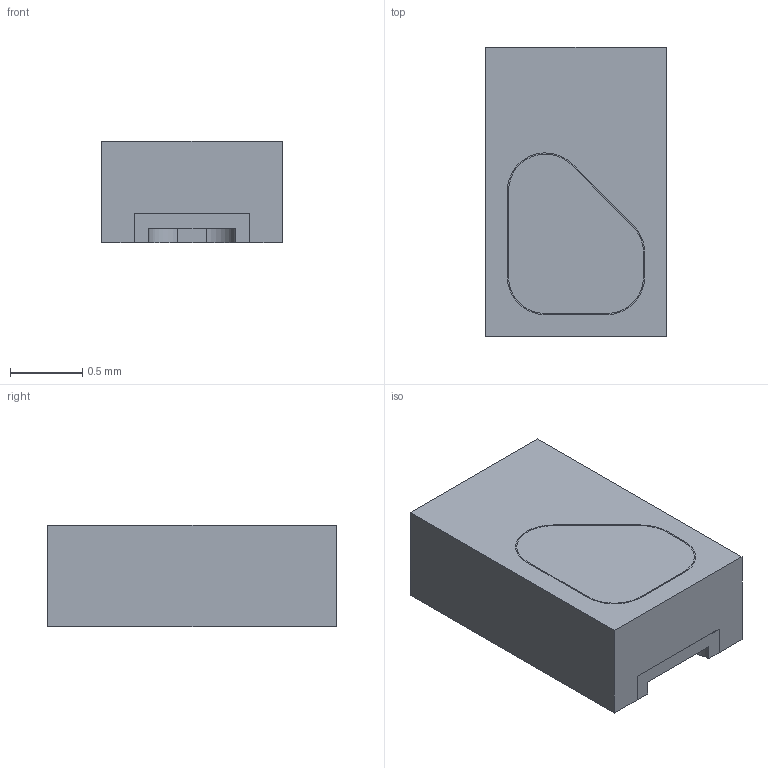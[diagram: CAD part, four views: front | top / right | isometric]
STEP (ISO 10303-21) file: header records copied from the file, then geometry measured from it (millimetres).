
FILE_DESCRIPTION(/* description */ (''),/* implementation_level */ '2;1');
FILE_NAME(/* name */ 'MarCom-3D-VEMD4x10x01.stp',/* time_stamp */ '2019-03-11T08:57:06+01:00',/* author */ ('akamay'),/* organization */ (''),/* preprocessor_version */ 'ST-DEVELOPER v17.2',/* originating_system */ 'Autodesk Inventor 2019',/* authorisation */ '');
FILE_SCHEMA (('AUTOMOTIVE_DESIGN { 1 0 10303 214 3 1 1 }'));
Length unit declared in the file: millimetre
Products named in the file (1): PM-10036.00-000_3D-Kunde
Bounding box: 1.25 x 2 x 0.7 mm (x, y, z)
Volume: 1.7 mm3; surface area: 9.6 mm2
Topology: 1 solids, 1 shells, 45 faces, 126 edges, 84 vertices
Faces by surface type: plane 28, cylinder 13, torus 4
Entity records: 1549 total; most frequent: CARTESIAN_POINT 256, ORIENTED_EDGE 252, DIRECTION 252, EDGE_CURVE 126, LINE 92, VECTOR 92, VERTEX_POINT 84, AXIS2_PLACEMENT_3D 80
